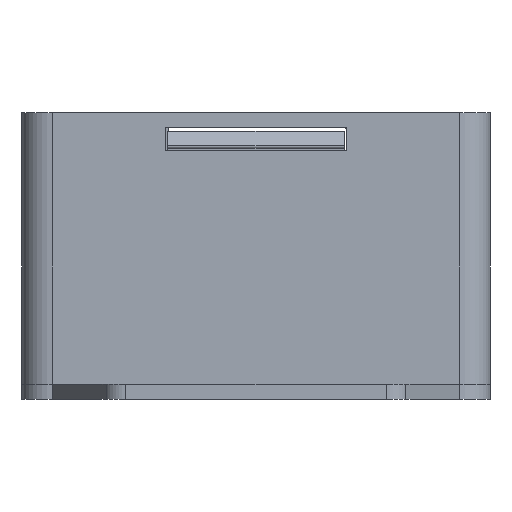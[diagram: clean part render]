
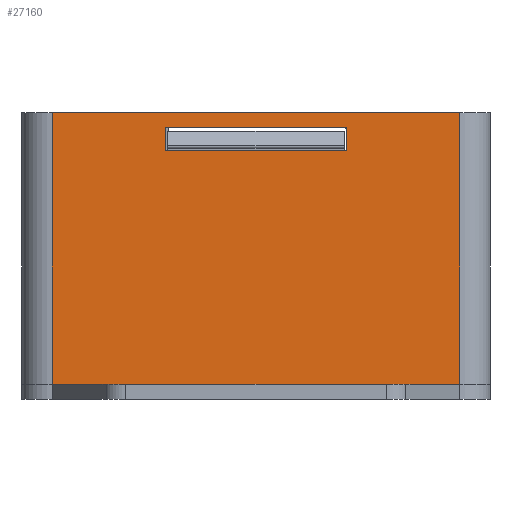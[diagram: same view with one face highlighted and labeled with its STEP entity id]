
A CAD part, front view. The second image highlights one B-rep face of the part: STEP entity #27160.
In plain terms, the highlighted planar face has unit normal (0, -1, 0).
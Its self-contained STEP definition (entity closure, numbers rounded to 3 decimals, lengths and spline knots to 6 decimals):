
#5383=ORIENTED_EDGE('',*,*,#12840,.T.);
#5384=ORIENTED_EDGE('',*,*,#12841,.F.);
#5385=ORIENTED_EDGE('',*,*,#12842,.F.);
#5386=ORIENTED_EDGE('',*,*,#12576,.T.);
#5387=ORIENTED_EDGE('',*,*,#12843,.T.);
#5388=ORIENTED_EDGE('',*,*,#12844,.T.);
#5389=ORIENTED_EDGE('',*,*,#12845,.F.);
#5390=ORIENTED_EDGE('',*,*,#12788,.T.);
#12576=EDGE_CURVE('',#16459,#16458,#19004,.T.);
#12788=EDGE_CURVE('',#16670,#16669,#19076,.T.);
#12840=EDGE_CURVE('',#16458,#16718,#19105,.T.);
#12841=EDGE_CURVE('',#16719,#16718,#19106,.T.);
#12842=EDGE_CURVE('',#16459,#16719,#19107,.T.);
#12843=EDGE_CURVE('',#16669,#16720,#19108,.T.);
#12844=EDGE_CURVE('',#16720,#16721,#19109,.T.);
#12845=EDGE_CURVE('',#16670,#16721,#19110,.T.);
#16458=VERTEX_POINT('',#40478);
#16459=VERTEX_POINT('',#40480);
#16669=VERTEX_POINT('',#41067);
#16670=VERTEX_POINT('',#41069);
#16718=VERTEX_POINT('',#41195);
#16719=VERTEX_POINT('',#41197);
#16720=VERTEX_POINT('',#41200);
#16721=VERTEX_POINT('',#41202);
#19004=LINE('',#40479,#21265);
#19076=LINE('',#41068,#21337);
#19105=LINE('',#41194,#21366);
#19106=LINE('',#41196,#21367);
#19107=LINE('',#41198,#21368);
#19108=LINE('',#41199,#21369);
#19109=LINE('',#41201,#21370);
#19110=LINE('',#41203,#21371);
#21265=VECTOR('',#31856,1.);
#21337=VECTOR('',#32048,1.);
#21366=VECTOR('',#32103,1.);
#21367=VECTOR('',#32104,1.);
#21368=VECTOR('',#32105,1.);
#21369=VECTOR('',#32106,1.);
#21370=VECTOR('',#32107,1.);
#21371=VECTOR('',#32108,1.);
#23326=EDGE_LOOP('',(#5383,#5384,#5385,#5386));
#23327=EDGE_LOOP('',(#5387,#5388,#5389,#5390));
#24990=FACE_BOUND('',#23326,.T.);
#24991=FACE_BOUND('',#23327,.T.);
#26406=PLANE('',#29221);
#27160=ADVANCED_FACE('',(#24990,#24991),#26406,.T.);
#29221=AXIS2_PLACEMENT_3D('',#41193,#32101,#32102);
#31856=DIRECTION('',(-1.,0.,0.));
#32048=DIRECTION('',(1.,0.,0.));
#32101=DIRECTION('',(0.,-1.,0.));
#32102=DIRECTION('',(1.,0.,0.));
#32103=DIRECTION('',(0.,0.,-1.));
#32104=DIRECTION('',(-1.,0.,0.));
#32105=DIRECTION('',(0.,0.,-1.));
#32106=DIRECTION('',(0.,0.,-1.));
#32107=DIRECTION('',(-1.,0.,0.));
#32108=DIRECTION('',(0.,0.,-1.));
#40478=CARTESIAN_POINT('',(-0.00168,-0.03218,0.008634));
#40479=CARTESIAN_POINT('',(0.02532,-0.03218,0.008634));
#40480=CARTESIAN_POINT('',(0.05232,-0.03218,0.008634));
#41067=CARTESIAN_POINT('',(0.03732,-0.03218,0.006634));
#41068=CARTESIAN_POINT('',(0.02532,-0.03218,0.006634));
#41069=CARTESIAN_POINT('',(0.01332,-0.03218,0.006634));
#41193=CARTESIAN_POINT('',(0.02532,-0.03218,0.008634));
#41194=CARTESIAN_POINT('',(-0.00168,-0.03218,0.008634));
#41195=CARTESIAN_POINT('',(-0.00168,-0.03218,-0.027366));
#41196=CARTESIAN_POINT('',(0.02532,-0.03218,-0.027366));
#41197=CARTESIAN_POINT('',(0.05232,-0.03218,-0.027366));
#41198=CARTESIAN_POINT('',(0.05232,-0.03218,0.008634));
#41199=CARTESIAN_POINT('',(0.03732,-0.03218,0.008634));
#41200=CARTESIAN_POINT('',(0.03732,-0.03218,0.003634));
#41201=CARTESIAN_POINT('',(0.02532,-0.03218,0.003634));
#41202=CARTESIAN_POINT('',(0.01332,-0.03218,0.003634));
#41203=CARTESIAN_POINT('',(0.01332,-0.03218,0.008634));
